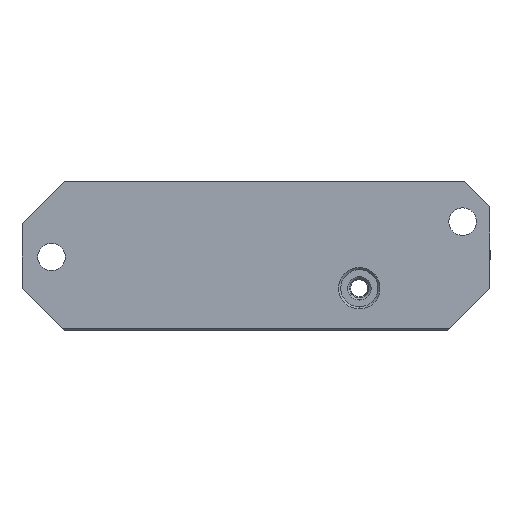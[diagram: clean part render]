
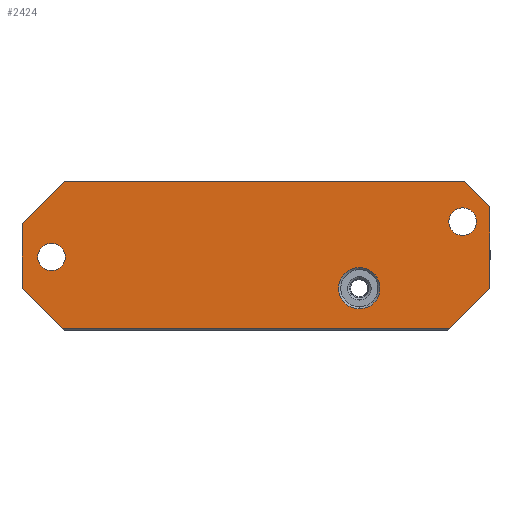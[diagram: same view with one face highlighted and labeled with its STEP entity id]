
A CAD part, front view. The second image highlights one B-rep face of the part: STEP entity #2424.
In plain terms, the highlighted planar face has unit normal (0, -1, 0).
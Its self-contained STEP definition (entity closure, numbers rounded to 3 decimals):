
#17 = CARTESIAN_POINT ( 'NONE',  ( 67.25, -25.5, -11.25 ) ) ;
#34 = DIRECTION ( 'NONE',  ( 0.707, 0., 0.707 ) ) ;
#61 = EDGE_CURVE ( 'NONE', #615, #3225, #104, .T. ) ;
#63 = LINE ( 'NONE', #1138, #2639 ) ;
#90 = LINE ( 'NONE', #359, #3034 ) ;
#96 = LINE ( 'NONE', #1677, #2457 ) ;
#104 = LINE ( 'NONE', #1179, #2425 ) ;
#109 = DIRECTION ( 'NONE',  ( 0., 0., -1. ) ) ;
#125 = CARTESIAN_POINT ( 'NONE',  ( 80.25, -25.5, 12.9 ) ) ;
#128 = AXIS2_PLACEMENT_3D ( 'NONE', #1959, #590, #1421 ) ;
#214 = AXIS2_PLACEMENT_3D ( 'NONE', #1599, #1038, #1020 ) ;
#249 = EDGE_CURVE ( 'NONE', #2237, #2755, #3205, .T. ) ;
#310 = CARTESIAN_POINT ( 'NONE',  ( 80.5, -25.5, 17.65 ) ) ;
#331 = PLANE ( 'NONE',  #128 ) ;
#359 = CARTESIAN_POINT ( 'NONE',  ( 83.5, -25.5, 0. ) ) ;
#417 = CARTESIAN_POINT ( 'NONE',  ( 28., -25.5, 5. ) ) ;
#433 = DIRECTION ( 'NONE',  ( 0., 1., 0. ) ) ;
#455 = ORIENTED_EDGE ( 'NONE', *, *, #3284, .T. ) ;
#487 = VERTEX_POINT ( 'NONE', #1357 ) ;
#501 = EDGE_CURVE ( 'NONE', #3225, #2702, #526, .T. ) ;
#521 = ORIENTED_EDGE ( 'NONE', *, *, #981, .T. ) ;
#526 = LINE ( 'NONE', #546, #1769 ) ;
#546 = CARTESIAN_POINT ( 'NONE',  ( 28., -25.5, 0. ) ) ;
#565 = CARTESIAN_POINT ( 'NONE',  ( 32.8, -25.5, 0.2 ) ) ;
#590 = DIRECTION ( 'NONE',  ( 0., -1., 0. ) ) ;
#594 = DIRECTION ( 'NONE',  ( 0., 1., 0. ) ) ;
#615 = VERTEX_POINT ( 'NONE', #565 ) ;
#699 = ORIENTED_EDGE ( 'NONE', *, *, #2195, .F. ) ;
#788 = ORIENTED_EDGE ( 'NONE', *, *, #61, .F. ) ;
#800 = DIRECTION ( 'NONE',  ( 0., 0., -1. ) ) ;
#860 = CARTESIAN_POINT ( 'NONE',  ( 31.5, -25.5, 10.33 ) ) ;
#883 = CARTESIAN_POINT ( 'NONE',  ( 83.5, -25.5, 14.65 ) ) ;
#895 = FACE_BOUND ( 'NONE', #1473, .T. ) ;
#904 = CARTESIAN_POINT ( 'NONE',  ( 83.5, -25.5, 5. ) ) ;
#926 = DIRECTION ( 'NONE',  ( 0., 0., -1. ) ) ;
#981 = EDGE_CURVE ( 'NONE', #1152, #2037, #90, .T. ) ;
#993 = CARTESIAN_POINT ( 'NONE',  ( 68., -25.5, 5. ) ) ;
#1020 = DIRECTION ( 'NONE',  ( 0., 0., -1. ) ) ;
#1038 = DIRECTION ( 'NONE',  ( 0., -1., 0. ) ) ;
#1060 = CARTESIAN_POINT ( 'NONE',  ( 78.7, -25.5, 0.2 ) ) ;
#1067 = EDGE_CURVE ( 'NONE', #2340, #615, #1689, .T. ) ;
#1138 = CARTESIAN_POINT ( 'NONE',  ( 80.5, -25.5, 17.65 ) ) ;
#1152 = VERTEX_POINT ( 'NONE', #904 ) ;
#1160 = AXIS2_PLACEMENT_3D ( 'NONE', #3184, #594, #800 ) ;
#1163 = ORIENTED_EDGE ( 'NONE', *, *, #1067, .F. ) ;
#1179 = CARTESIAN_POINT ( 'NONE',  ( 44.5, -25.5, -11.5 ) ) ;
#1187 = CIRCLE ( 'NONE', #3121, 2.45 ) ;
#1189 = CARTESIAN_POINT ( 'NONE',  ( 68., -25.5, 7.45 ) ) ;
#1203 = DIRECTION ( 'NONE',  ( 0., 0., -1. ) ) ;
#1211 = EDGE_LOOP ( 'NONE', ( #1657, #788, #1163, #1949, #521, #1513, #2484, #2813 ) ) ;
#1234 = VECTOR ( 'NONE', #1895, 1000. ) ;
#1276 = ORIENTED_EDGE ( 'NONE', *, *, #3383, .F. ) ;
#1286 = CARTESIAN_POINT ( 'NONE',  ( 33., -25.5, 17.65 ) ) ;
#1346 = CIRCLE ( 'NONE', #3293, 1.63 ) ;
#1357 = CARTESIAN_POINT ( 'NONE',  ( 33., -25.5, 17.65 ) ) ;
#1371 = VECTOR ( 'NONE', #3006, 1000. ) ;
#1395 = CARTESIAN_POINT ( 'NONE',  ( 31.5, -25.5, 7.07 ) ) ;
#1407 = EDGE_LOOP ( 'NONE', ( #3416, #455 ) ) ;
#1421 = DIRECTION ( 'NONE',  ( 0., 0., -1. ) ) ;
#1458 = EDGE_CURVE ( 'NONE', #2702, #487, #3211, .T. ) ;
#1473 = EDGE_LOOP ( 'NONE', ( #699, #1276 ) ) ;
#1513 = ORIENTED_EDGE ( 'NONE', *, *, #3050, .F. ) ;
#1546 = ORIENTED_EDGE ( 'NONE', *, *, #3216, .T. ) ;
#1588 = CARTESIAN_POINT ( 'NONE',  ( 28., -25.5, 12.65 ) ) ;
#1599 = CARTESIAN_POINT ( 'NONE',  ( 68., -25.5, 5. ) ) ;
#1657 = ORIENTED_EDGE ( 'NONE', *, *, #501, .F. ) ;
#1661 = FACE_OUTER_BOUND ( 'NONE', #1211, .T. ) ;
#1677 = CARTESIAN_POINT ( 'NONE',  ( 83.5, -25.5, 14.65 ) ) ;
#1689 = LINE ( 'NONE', #1931, #1371 ) ;
#1708 = EDGE_LOOP ( 'NONE', ( #1546, #3031 ) ) ;
#1761 = DIRECTION ( 'NONE',  ( 0., 1., 0. ) ) ;
#1769 = VECTOR ( 'NONE', #1858, 1000. ) ;
#1834 = EDGE_CURVE ( 'NONE', #487, #2401, #63, .T. ) ;
#1858 = DIRECTION ( 'NONE',  ( 0., 0., 1. ) ) ;
#1895 = DIRECTION ( 'NONE',  ( -0.707, 0., -0.707 ) ) ;
#1922 = FACE_BOUND ( 'NONE', #1708, .T. ) ;
#1931 = CARTESIAN_POINT ( 'NONE',  ( 33., -25.5, 0.2 ) ) ;
#1939 = DIRECTION ( 'NONE',  ( 0.707, 0., -0.707 ) ) ;
#1949 = ORIENTED_EDGE ( 'NONE', *, *, #2518, .F. ) ;
#1959 = CARTESIAN_POINT ( 'NONE',  ( 0., -25.5, 0. ) ) ;
#1970 = CIRCLE ( 'NONE', #214, 2.45 ) ;
#2037 = VERTEX_POINT ( 'NONE', #883 ) ;
#2071 = DIRECTION ( 'NONE',  ( 0., 0., -1. ) ) ;
#2181 = CIRCLE ( 'NONE', #2784, 1.63 ) ;
#2195 = EDGE_CURVE ( 'NONE', #3119, #3226, #1187, .T. ) ;
#2237 = VERTEX_POINT ( 'NONE', #3102 ) ;
#2238 = DIRECTION ( 'NONE',  ( -0.707, 0., 0.707 ) ) ;
#2295 = CARTESIAN_POINT ( 'NONE',  ( 31.5, -25.5, 8.7 ) ) ;
#2330 = DIRECTION ( 'NONE',  ( 0., -1., 0. ) ) ;
#2340 = VERTEX_POINT ( 'NONE', #1060 ) ;
#2401 = VERTEX_POINT ( 'NONE', #310 ) ;
#2424 = ADVANCED_FACE ( 'NONE', ( #1661, #895, #1922, #3015 ), #331, .T. ) ;
#2425 = VECTOR ( 'NONE', #2238, 1000. ) ;
#2457 = VECTOR ( 'NONE', #1939, 1000. ) ;
#2484 = ORIENTED_EDGE ( 'NONE', *, *, #1834, .F. ) ;
#2518 = EDGE_CURVE ( 'NONE', #1152, #2340, #3214, .T. ) ;
#2538 = VERTEX_POINT ( 'NONE', #1395 ) ;
#2581 = VECTOR ( 'NONE', #34, 1000. ) ;
#2639 = VECTOR ( 'NONE', #2959, 1000. ) ;
#2702 = VERTEX_POINT ( 'NONE', #1588 ) ;
#2755 = VERTEX_POINT ( 'NONE', #2924 ) ;
#2784 = AXIS2_PLACEMENT_3D ( 'NONE', #2794, #3083, #109 ) ;
#2794 = CARTESIAN_POINT ( 'NONE',  ( 31.5, -25.5, 8.7 ) ) ;
#2813 = ORIENTED_EDGE ( 'NONE', *, *, #1458, .F. ) ;
#2822 = VERTEX_POINT ( 'NONE', #860 ) ;
#2837 = AXIS2_PLACEMENT_3D ( 'NONE', #2295, #1761, #926 ) ;
#2924 = CARTESIAN_POINT ( 'NONE',  ( 80.25, -25.5, 11.27 ) ) ;
#2959 = DIRECTION ( 'NONE',  ( 1., 0., 0. ) ) ;
#3006 = DIRECTION ( 'NONE',  ( -1., 0., 0. ) ) ;
#3015 = FACE_BOUND ( 'NONE', #1407, .T. ) ;
#3031 = ORIENTED_EDGE ( 'NONE', *, *, #3263, .T. ) ;
#3034 = VECTOR ( 'NONE', #3268, 1000. ) ;
#3050 = EDGE_CURVE ( 'NONE', #2401, #2037, #96, .T. ) ;
#3083 = DIRECTION ( 'NONE',  ( 0., 1., 0. ) ) ;
#3102 = CARTESIAN_POINT ( 'NONE',  ( 80.25, -25.5, 14.53 ) ) ;
#3119 = VERTEX_POINT ( 'NONE', #3218 ) ;
#3121 = AXIS2_PLACEMENT_3D ( 'NONE', #993, #2330, #2071 ) ;
#3184 = CARTESIAN_POINT ( 'NONE',  ( 80.25, -25.5, 12.9 ) ) ;
#3205 = CIRCLE ( 'NONE', #1160, 1.63 ) ;
#3211 = LINE ( 'NONE', #1286, #2581 ) ;
#3214 = LINE ( 'NONE', #17, #1234 ) ;
#3216 = EDGE_CURVE ( 'NONE', #2822, #2538, #2181, .T. ) ;
#3218 = CARTESIAN_POINT ( 'NONE',  ( 68., -25.5, 2.55 ) ) ;
#3225 = VERTEX_POINT ( 'NONE', #417 ) ;
#3226 = VERTEX_POINT ( 'NONE', #1189 ) ;
#3234 = CIRCLE ( 'NONE', #2837, 1.63 ) ;
#3263 = EDGE_CURVE ( 'NONE', #2538, #2822, #3234, .T. ) ;
#3268 = DIRECTION ( 'NONE',  ( 0., 0., 1. ) ) ;
#3284 = EDGE_CURVE ( 'NONE', #2755, #2237, #1346, .T. ) ;
#3293 = AXIS2_PLACEMENT_3D ( 'NONE', #125, #433, #1203 ) ;
#3383 = EDGE_CURVE ( 'NONE', #3226, #3119, #1970, .T. ) ;
#3416 = ORIENTED_EDGE ( 'NONE', *, *, #249, .T. ) ;
